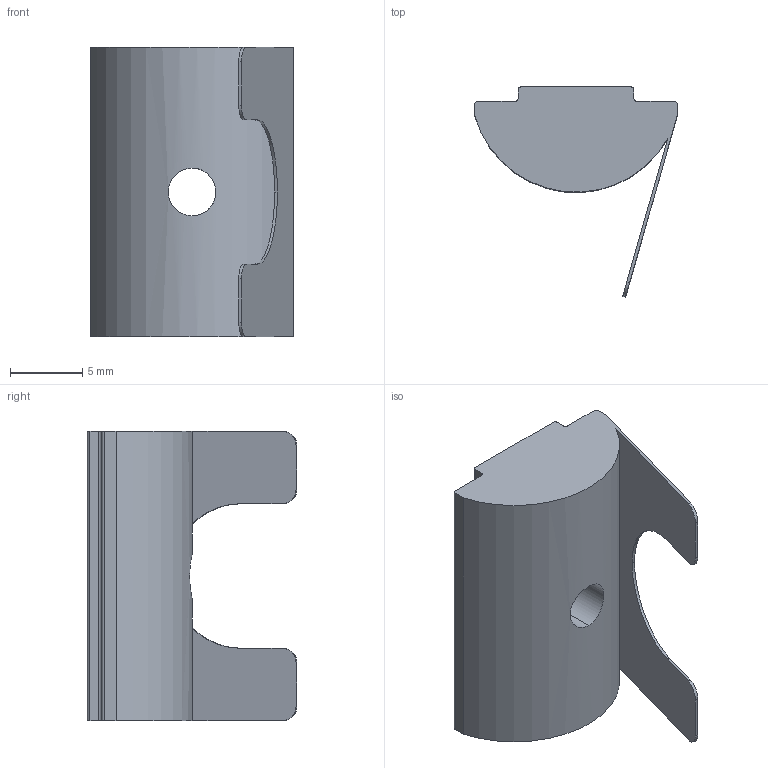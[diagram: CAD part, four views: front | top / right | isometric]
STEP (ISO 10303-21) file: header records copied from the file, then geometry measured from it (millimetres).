
FILE_DESCRIPTION (( 'STEP AP203' ), '1' );
FILE_NAME ('ALF-FNM4-14_8.step', '2024-08-09T13:30:41', ( '' ), ( '' ), 'SwSTEP 2.0', 'SolidWorks 2022', '' );
FILE_SCHEMA (( 'CONFIG_CONTROL_DESIGN' ));
Length unit declared in the file: millimetre
Products named in the file (1): ALF-FNM4-14_8
Bounding box: 14 x 14.5 x 20 mm (x, y, z)
Volume: 1497.9 mm3; surface area: 1236.5 mm2
Topology: 1 solids, 1 shells, 32 faces, 88 edges, 58 vertices
Faces by surface type: cylinder 15, plane 15, cone 2
Entity records: 1155 total; most frequent: CARTESIAN_POINT 231, DIRECTION 182, ORIENTED_EDGE 176, EDGE_CURVE 88, AXIS2_PLACEMENT_3D 63, VERTEX_POINT 58, VECTOR 56, LINE 56
